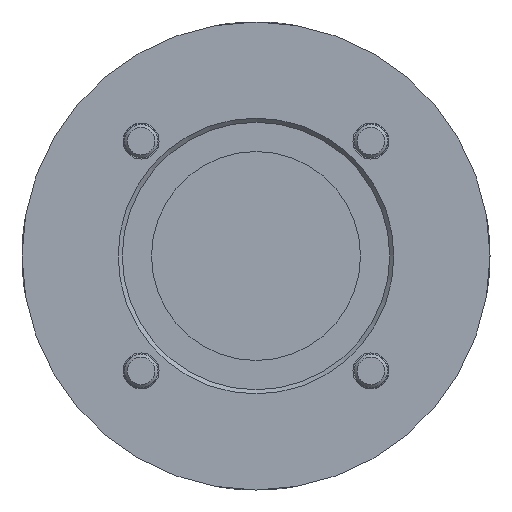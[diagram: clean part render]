
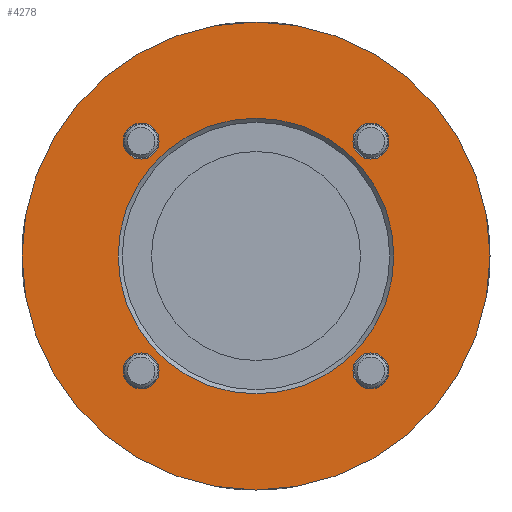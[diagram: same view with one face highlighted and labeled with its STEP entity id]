
A CAD part, left-side view. The second image highlights one B-rep face of the part: STEP entity #4278.
In plain terms, the highlighted planar face has unit normal (-1, 0, 0).
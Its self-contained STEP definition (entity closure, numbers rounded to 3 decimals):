
#88=FACE_BOUND('',#662,.T.);
#89=FACE_BOUND('',#663,.T.);
#90=FACE_BOUND('',#664,.T.);
#91=FACE_BOUND('',#665,.T.);
#92=FACE_BOUND('',#666,.T.);
#222=PLANE('',#4732);
#428=FACE_OUTER_BOUND('',#661,.T.);
#661=EDGE_LOOP('',(#3808,#3809));
#662=EDGE_LOOP('',(#3810));
#663=EDGE_LOOP('',(#3811));
#664=EDGE_LOOP('',(#3812));
#665=EDGE_LOOP('',(#3813));
#666=EDGE_LOOP('',(#3814));
#889=CIRCLE('',#4722,28.);
#890=CIRCLE('',#4723,28.);
#891=CIRCLE('',#4725,2.15);
#892=CIRCLE('',#4727,2.15);
#893=CIRCLE('',#4729,2.15);
#894=CIRCLE('',#4731,2.15);
#895=CIRCLE('',#4733,16.5);
#2013=VERTEX_POINT('',#7335);
#2014=VERTEX_POINT('',#7337);
#2015=VERTEX_POINT('',#7341);
#2016=VERTEX_POINT('',#7346);
#2017=VERTEX_POINT('',#7350);
#2018=VERTEX_POINT('',#7355);
#2019=VERTEX_POINT('',#7359);
#2606=EDGE_CURVE('',#2013,#2014,#889,.T.);
#2607=EDGE_CURVE('',#2014,#2013,#890,.T.);
#2609=EDGE_CURVE('',#2015,#2015,#891,.T.);
#2612=EDGE_CURVE('',#2016,#2016,#892,.T.);
#2614=EDGE_CURVE('',#2017,#2017,#893,.T.);
#2617=EDGE_CURVE('',#2018,#2018,#894,.T.);
#2618=EDGE_CURVE('',#2019,#2019,#895,.T.);
#3808=ORIENTED_EDGE('',*,*,#2607,.F.);
#3809=ORIENTED_EDGE('',*,*,#2606,.F.);
#3810=ORIENTED_EDGE('',*,*,#2609,.T.);
#3811=ORIENTED_EDGE('',*,*,#2612,.T.);
#3812=ORIENTED_EDGE('',*,*,#2614,.T.);
#3813=ORIENTED_EDGE('',*,*,#2617,.T.);
#3814=ORIENTED_EDGE('',*,*,#2618,.F.);
#4278=ADVANCED_FACE('',(#428,#88,#89,#90,#91,#92),#222,.T.);
#4722=AXIS2_PLACEMENT_3D('',#7338,#5930,#5931);
#4723=AXIS2_PLACEMENT_3D('',#7339,#5932,#5933);
#4725=AXIS2_PLACEMENT_3D('',#7343,#5937,#5938);
#4727=AXIS2_PLACEMENT_3D('',#7348,#5943,#5944);
#4729=AXIS2_PLACEMENT_3D('',#7352,#5948,#5949);
#4731=AXIS2_PLACEMENT_3D('',#7357,#5954,#5955);
#4732=AXIS2_PLACEMENT_3D('',#7358,#5956,#5957);
#4733=AXIS2_PLACEMENT_3D('',#7360,#5958,#5959);
#5930=DIRECTION('center_axis',(1.,0.,0.));
#5931=DIRECTION('ref_axis',(0.,0.,-1.));
#5932=DIRECTION('center_axis',(1.,0.,0.));
#5933=DIRECTION('ref_axis',(0.,0.,-1.));
#5937=DIRECTION('center_axis',(1.,0.,0.));
#5938=DIRECTION('ref_axis',(0.,0.,-1.));
#5943=DIRECTION('center_axis',(1.,0.,0.));
#5944=DIRECTION('ref_axis',(0.,0.,-1.));
#5948=DIRECTION('center_axis',(1.,0.,0.));
#5949=DIRECTION('ref_axis',(0.,0.,-1.));
#5954=DIRECTION('center_axis',(1.,0.,0.));
#5955=DIRECTION('ref_axis',(0.,0.,-1.));
#5956=DIRECTION('center_axis',(-1.,0.,0.));
#5957=DIRECTION('ref_axis',(0.,0.,1.));
#5958=DIRECTION('center_axis',(-1.,0.,0.));
#5959=DIRECTION('ref_axis',(0.,0.,-1.));
#7335=CARTESIAN_POINT('',(-46.6,-28.,0.));
#7337=CARTESIAN_POINT('',(-46.6,28.,0.));
#7338=CARTESIAN_POINT('Origin',(-46.6,0.,0.));
#7339=CARTESIAN_POINT('Origin',(-46.6,0.,0.));
#7341=CARTESIAN_POINT('',(-46.6,-13.746,15.896));
#7343=CARTESIAN_POINT('Origin',(-46.6,-13.746,13.746));
#7346=CARTESIAN_POINT('',(-46.6,13.746,-11.596));
#7348=CARTESIAN_POINT('Origin',(-46.6,13.746,-13.746));
#7350=CARTESIAN_POINT('',(-46.6,13.746,15.896));
#7352=CARTESIAN_POINT('Origin',(-46.6,13.746,13.746));
#7355=CARTESIAN_POINT('',(-46.6,-13.746,-11.596));
#7357=CARTESIAN_POINT('Origin',(-46.6,-13.746,-13.746));
#7358=CARTESIAN_POINT('Origin',(-46.6,28.,0.));
#7359=CARTESIAN_POINT('',(-46.6,0.,16.5));
#7360=CARTESIAN_POINT('Origin',(-46.6,0.,0.));
